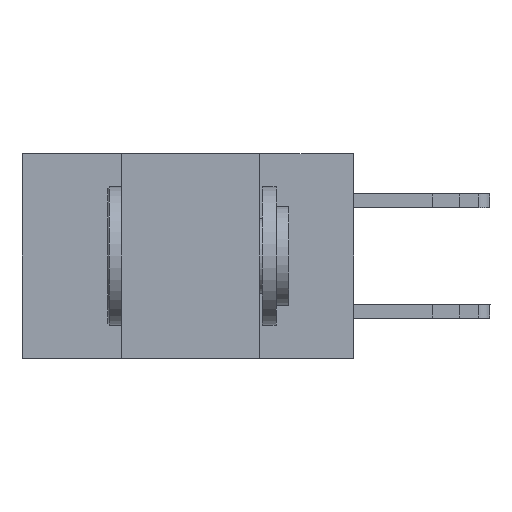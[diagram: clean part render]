
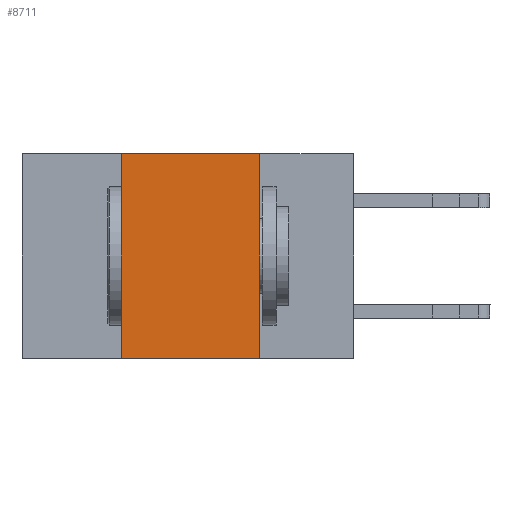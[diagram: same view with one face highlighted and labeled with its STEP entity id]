
A CAD part, left-side view. The second image highlights one B-rep face of the part: STEP entity #8711.
In plain terms, the highlighted planar face has unit normal (-1, 0, 0).
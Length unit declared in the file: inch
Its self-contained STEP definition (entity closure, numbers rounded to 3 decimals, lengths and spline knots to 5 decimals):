
#1085 = ORIENTED_EDGE ( 'NONE', *, *, #24482, .F. ) ;
#1236 = CARTESIAN_POINT ( 'NONE',  ( 0., 0.17, -0.37 ) ) ;
#3778 = CARTESIAN_POINT ( 'NONE',  ( 0., 0.42, 0. ) ) ;
#4165 = DIRECTION ( 'NONE',  ( 0., -1., 0. ) ) ;
#4176 = DIRECTION ( 'NONE',  ( 1., 0., 0. ) ) ;
#4689 = DIRECTION ( 'NONE',  ( 0., -1., 0. ) ) ;
#4913 = EDGE_CURVE ( 'NONE', #15010, #21508, #25354, .T. ) ;
#5095 = ORIENTED_EDGE ( 'NONE', *, *, #27379, .T. ) ;
#5788 = CARTESIAN_POINT ( 'NONE',  ( 0., 0.42, -0.37 ) ) ;
#6344 = DIRECTION ( 'NONE',  ( 0., 0., 1. ) ) ;
#6478 = LINE ( 'NONE', #16781, #7471 ) ;
#7357 = VERTEX_POINT ( 'NONE', #26068 ) ;
#7471 = VECTOR ( 'NONE', #10854, 39.37008 ) ;
#8430 = FACE_OUTER_BOUND ( 'NONE', #24707, .T. ) ;
#8711 = ADVANCED_FACE ( 'NONE', ( #8430 ), #17043, .F. ) ;
#10533 = CARTESIAN_POINT ( 'NONE',  ( 0., 0.6, -0.37 ) ) ;
#10854 = DIRECTION ( 'NONE',  ( 0., 0., -1. ) ) ;
#12373 = LINE ( 'NONE', #10533, #12992 ) ;
#12376 = CARTESIAN_POINT ( 'NONE',  ( 0., 0.42, 0. ) ) ;
#12420 = VECTOR ( 'NONE', #6344, 39.37008 ) ;
#12694 = AXIS2_PLACEMENT_3D ( 'NONE', #17567, #4176, #19280 ) ;
#12992 = VECTOR ( 'NONE', #4165, 39.37008 ) ;
#15010 = VERTEX_POINT ( 'NONE', #5788 ) ;
#16781 = CARTESIAN_POINT ( 'NONE',  ( 0., 0.17, 0. ) ) ;
#17043 = PLANE ( 'NONE',  #12694 ) ;
#17257 = EDGE_CURVE ( 'NONE', #21508, #7357, #17401, .T. ) ;
#17401 = LINE ( 'NONE', #19637, #17768 ) ;
#17567 = CARTESIAN_POINT ( 'NONE',  ( 0., 0.6, 0. ) ) ;
#17768 = VECTOR ( 'NONE', #4689, 39.37008 ) ;
#19280 = DIRECTION ( 'NONE',  ( 0., 0., -1. ) ) ;
#19637 = CARTESIAN_POINT ( 'NONE',  ( 0., 0.6, 0. ) ) ;
#21030 = ORIENTED_EDGE ( 'NONE', *, *, #17257, .F. ) ;
#21090 = ORIENTED_EDGE ( 'NONE', *, *, #4913, .F. ) ;
#21508 = VERTEX_POINT ( 'NONE', #12376 ) ;
#22889 = VERTEX_POINT ( 'NONE', #1236 ) ;
#24482 = EDGE_CURVE ( 'NONE', #7357, #22889, #6478, .T. ) ;
#24707 = EDGE_LOOP ( 'NONE', ( #1085, #21030, #21090, #5095 ) ) ;
#25354 = LINE ( 'NONE', #3778, #12420 ) ;
#26068 = CARTESIAN_POINT ( 'NONE',  ( 0., 0.17, 0. ) ) ;
#27379 = EDGE_CURVE ( 'NONE', #15010, #22889, #12373, .T. ) ;
